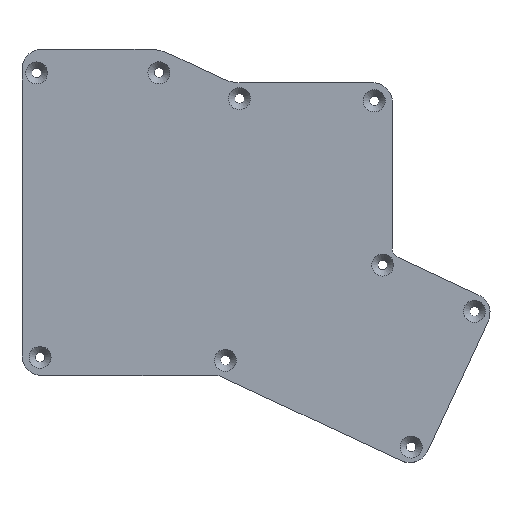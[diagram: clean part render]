
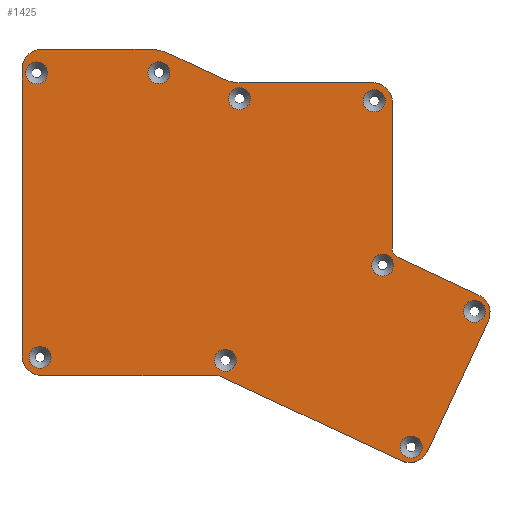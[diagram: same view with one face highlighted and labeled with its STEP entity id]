
A CAD part, top view. The second image highlights one B-rep face of the part: STEP entity #1425.
In plain terms, the highlighted planar face has unit normal (0, 0, 1).
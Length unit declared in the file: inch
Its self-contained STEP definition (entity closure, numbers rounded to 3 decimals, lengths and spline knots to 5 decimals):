
#110=LINE('',#2280,#239);
#115=LINE('',#2293,#244);
#119=LINE('',#2305,#248);
#123=LINE('',#2317,#252);
#127=LINE('',#2329,#256);
#131=LINE('',#2341,#260);
#135=LINE('',#2353,#264);
#139=LINE('',#2365,#268);
#143=LINE('',#2377,#272);
#239=VECTOR('',#1869,2.4652);
#244=VECTOR('',#1882,2.23619);
#248=VECTOR('',#1894,0.99898);
#252=VECTOR('',#1906,1.81433);
#256=VECTOR('',#1918,4.84281);
#260=VECTOR('',#1930,2.94923);
#264=VECTOR('',#1942,3.36877);
#268=VECTOR('',#1954,2.4255);
#272=VECTOR('',#1966,1.50092);
#311=PLANE('',#1566);
#367=FACE_BOUND('',#555,.T.);
#368=FACE_BOUND('',#556,.T.);
#369=FACE_BOUND('',#557,.T.);
#370=FACE_BOUND('',#558,.T.);
#371=FACE_BOUND('',#559,.T.);
#372=FACE_BOUND('',#560,.T.);
#373=FACE_BOUND('',#561,.T.);
#374=FACE_BOUND('',#562,.T.);
#375=FACE_BOUND('',#563,.T.);
#451=FACE_OUTER_BOUND('',#554,.T.);
#554=EDGE_LOOP('',(#1263,#1264,#1265,#1266,#1267,#1268,#1269,#1270,#1271,
#1272,#1273,#1274,#1275,#1276,#1277,#1278,#1279,#1280));
#555=EDGE_LOOP('',(#1281));
#556=EDGE_LOOP('',(#1282));
#557=EDGE_LOOP('',(#1283));
#558=EDGE_LOOP('',(#1284));
#559=EDGE_LOOP('',(#1285));
#560=EDGE_LOOP('',(#1286));
#561=EDGE_LOOP('',(#1287));
#562=EDGE_LOOP('',(#1288));
#563=EDGE_LOOP('',(#1289));
#566=CIRCLE('',#1430,0.186);
#568=CIRCLE('',#1433,0.186);
#570=CIRCLE('',#1436,0.186);
#572=CIRCLE('',#1439,0.186);
#574=CIRCLE('',#1442,0.186);
#576=CIRCLE('',#1445,0.186);
#578=CIRCLE('',#1448,0.186);
#580=CIRCLE('',#1451,0.186);
#582=CIRCLE('',#1454,0.186);
#612=CIRCLE('',#1533,0.33);
#614=CIRCLE('',#1537,0.67006);
#616=CIRCLE('',#1541,0.83005);
#618=CIRCLE('',#1545,0.33);
#620=CIRCLE('',#1549,0.33);
#622=CIRCLE('',#1553,0.17);
#624=CIRCLE('',#1557,0.33);
#626=CIRCLE('',#1561,0.33);
#628=CIRCLE('',#1565,0.17);
#629=VERTEX_POINT('',#1979);
#631=VERTEX_POINT('',#1984);
#633=VERTEX_POINT('',#1989);
#635=VERTEX_POINT('',#1994);
#637=VERTEX_POINT('',#1999);
#639=VERTEX_POINT('',#2004);
#641=VERTEX_POINT('',#2009);
#643=VERTEX_POINT('',#2014);
#645=VERTEX_POINT('',#2019);
#732=VERTEX_POINT('',#2277);
#733=VERTEX_POINT('',#2279);
#735=VERTEX_POINT('',#2285);
#737=VERTEX_POINT('',#2291);
#739=VERTEX_POINT('',#2297);
#741=VERTEX_POINT('',#2303);
#743=VERTEX_POINT('',#2309);
#745=VERTEX_POINT('',#2315);
#747=VERTEX_POINT('',#2321);
#749=VERTEX_POINT('',#2327);
#751=VERTEX_POINT('',#2333);
#753=VERTEX_POINT('',#2339);
#755=VERTEX_POINT('',#2345);
#757=VERTEX_POINT('',#2351);
#759=VERTEX_POINT('',#2357);
#761=VERTEX_POINT('',#2363);
#763=VERTEX_POINT('',#2369);
#765=VERTEX_POINT('',#2375);
#766=EDGE_CURVE('',#629,#629,#566,.T.);
#768=EDGE_CURVE('',#631,#631,#568,.T.);
#770=EDGE_CURVE('',#633,#633,#570,.T.);
#772=EDGE_CURVE('',#635,#635,#572,.T.);
#774=EDGE_CURVE('',#637,#637,#574,.T.);
#776=EDGE_CURVE('',#639,#639,#576,.T.);
#778=EDGE_CURVE('',#641,#641,#578,.T.);
#780=EDGE_CURVE('',#643,#643,#580,.T.);
#782=EDGE_CURVE('',#645,#645,#582,.T.);
#906=EDGE_CURVE('',#733,#732,#110,.T.);
#910=EDGE_CURVE('',#732,#735,#612,.T.);
#913=EDGE_CURVE('',#735,#737,#115,.T.);
#916=EDGE_CURVE('',#737,#739,#614,.T.);
#919=EDGE_CURVE('',#739,#741,#119,.T.);
#922=EDGE_CURVE('',#741,#743,#616,.T.);
#925=EDGE_CURVE('',#743,#745,#123,.T.);
#928=EDGE_CURVE('',#745,#747,#618,.T.);
#931=EDGE_CURVE('',#747,#749,#127,.T.);
#934=EDGE_CURVE('',#749,#751,#620,.T.);
#937=EDGE_CURVE('',#751,#753,#131,.T.);
#940=EDGE_CURVE('',#753,#755,#622,.T.);
#943=EDGE_CURVE('',#755,#757,#135,.T.);
#946=EDGE_CURVE('',#757,#759,#624,.T.);
#949=EDGE_CURVE('',#759,#761,#139,.T.);
#952=EDGE_CURVE('',#761,#763,#626,.T.);
#955=EDGE_CURVE('',#763,#765,#143,.T.);
#957=EDGE_CURVE('',#765,#733,#628,.T.);
#1263=ORIENTED_EDGE('',*,*,#928,.T.);
#1264=ORIENTED_EDGE('',*,*,#931,.T.);
#1265=ORIENTED_EDGE('',*,*,#934,.T.);
#1266=ORIENTED_EDGE('',*,*,#937,.T.);
#1267=ORIENTED_EDGE('',*,*,#940,.T.);
#1268=ORIENTED_EDGE('',*,*,#943,.T.);
#1269=ORIENTED_EDGE('',*,*,#946,.T.);
#1270=ORIENTED_EDGE('',*,*,#949,.T.);
#1271=ORIENTED_EDGE('',*,*,#952,.T.);
#1272=ORIENTED_EDGE('',*,*,#955,.T.);
#1273=ORIENTED_EDGE('',*,*,#957,.T.);
#1274=ORIENTED_EDGE('',*,*,#906,.T.);
#1275=ORIENTED_EDGE('',*,*,#910,.T.);
#1276=ORIENTED_EDGE('',*,*,#913,.T.);
#1277=ORIENTED_EDGE('',*,*,#916,.T.);
#1278=ORIENTED_EDGE('',*,*,#919,.T.);
#1279=ORIENTED_EDGE('',*,*,#922,.T.);
#1280=ORIENTED_EDGE('',*,*,#925,.T.);
#1281=ORIENTED_EDGE('',*,*,#766,.T.);
#1282=ORIENTED_EDGE('',*,*,#768,.T.);
#1283=ORIENTED_EDGE('',*,*,#770,.T.);
#1284=ORIENTED_EDGE('',*,*,#772,.T.);
#1285=ORIENTED_EDGE('',*,*,#774,.T.);
#1286=ORIENTED_EDGE('',*,*,#776,.T.);
#1287=ORIENTED_EDGE('',*,*,#778,.T.);
#1288=ORIENTED_EDGE('',*,*,#780,.T.);
#1289=ORIENTED_EDGE('',*,*,#782,.T.);
#1425=ADVANCED_FACE('',(#451,#367,#368,#369,#370,#371,#372,#373,#374,#375),
#311,.T.);
#1430=AXIS2_PLACEMENT_3D('',#1980,#1572,#1573);
#1433=AXIS2_PLACEMENT_3D('',#1985,#1578,#1579);
#1436=AXIS2_PLACEMENT_3D('',#1990,#1584,#1585);
#1439=AXIS2_PLACEMENT_3D('',#1995,#1590,#1591);
#1442=AXIS2_PLACEMENT_3D('',#2000,#1596,#1597);
#1445=AXIS2_PLACEMENT_3D('',#2005,#1602,#1603);
#1448=AXIS2_PLACEMENT_3D('',#2010,#1608,#1609);
#1451=AXIS2_PLACEMENT_3D('',#2015,#1614,#1615);
#1454=AXIS2_PLACEMENT_3D('',#2020,#1620,#1621);
#1533=AXIS2_PLACEMENT_3D('',#2287,#1876,#1877);
#1537=AXIS2_PLACEMENT_3D('',#2299,#1888,#1889);
#1541=AXIS2_PLACEMENT_3D('',#2311,#1900,#1901);
#1545=AXIS2_PLACEMENT_3D('',#2323,#1912,#1913);
#1549=AXIS2_PLACEMENT_3D('',#2335,#1924,#1925);
#1553=AXIS2_PLACEMENT_3D('',#2347,#1936,#1937);
#1557=AXIS2_PLACEMENT_3D('',#2359,#1948,#1949);
#1561=AXIS2_PLACEMENT_3D('',#2371,#1960,#1961);
#1565=AXIS2_PLACEMENT_3D('',#2380,#1971,#1972);
#1566=AXIS2_PLACEMENT_3D('',#2381,#1973,#1974);
#1572=DIRECTION('center_axis',(0.,0.,-1.));
#1573=DIRECTION('ref_axis',(1.,0.,0.));
#1578=DIRECTION('center_axis',(0.,0.,-1.));
#1579=DIRECTION('ref_axis',(1.,0.,0.));
#1584=DIRECTION('center_axis',(0.,0.,-1.));
#1585=DIRECTION('ref_axis',(1.,0.,0.));
#1590=DIRECTION('center_axis',(0.,0.,-1.));
#1591=DIRECTION('ref_axis',(1.,0.,0.));
#1596=DIRECTION('center_axis',(0.,0.,-1.));
#1597=DIRECTION('ref_axis',(1.,0.,0.));
#1602=DIRECTION('center_axis',(0.,0.,-1.));
#1603=DIRECTION('ref_axis',(1.,0.,0.));
#1608=DIRECTION('center_axis',(0.,0.,-1.));
#1609=DIRECTION('ref_axis',(1.,0.,0.));
#1614=DIRECTION('center_axis',(0.,0.,-1.));
#1615=DIRECTION('ref_axis',(1.,0.,0.));
#1620=DIRECTION('center_axis',(0.,0.,-1.));
#1621=DIRECTION('ref_axis',(1.,0.,0.));
#1869=DIRECTION('',(0.,1.,0.));
#1876=DIRECTION('center_axis',(0.,0.,1.));
#1877=DIRECTION('ref_axis',(1.,0.,0.));
#1882=DIRECTION('',(-1.,0.,0.));
#1888=DIRECTION('center_axis',(0.,0.,-1.));
#1889=DIRECTION('ref_axis',(0.423,0.906,0.));
#1894=DIRECTION('',(-0.906,0.423,0.));
#1900=DIRECTION('center_axis',(0.,0.,1.));
#1901=DIRECTION('ref_axis',(0.423,0.906,0.));
#1906=DIRECTION('',(-1.,0.,0.));
#1912=DIRECTION('center_axis',(0.,0.,1.));
#1913=DIRECTION('ref_axis',(0.,1.,0.));
#1918=DIRECTION('',(0.,-1.,0.));
#1924=DIRECTION('center_axis',(0.,0.,1.));
#1925=DIRECTION('ref_axis',(-1.,0.,0.));
#1930=DIRECTION('',(1.,0.,0.));
#1936=DIRECTION('center_axis',(0.,0.,-1.));
#1937=DIRECTION('ref_axis',(-0.423,-0.906,0.));
#1942=DIRECTION('',(0.906,-0.423,0.));
#1948=DIRECTION('center_axis',(0.,0.,1.));
#1949=DIRECTION('ref_axis',(-0.423,-0.906,0.));
#1954=DIRECTION('',(0.423,0.906,0.));
#1960=DIRECTION('center_axis',(0.,0.,1.));
#1961=DIRECTION('ref_axis',(0.906,-0.423,0.));
#1966=DIRECTION('',(-0.906,0.423,0.));
#1971=DIRECTION('center_axis',(0.,0.,-1.));
#1972=DIRECTION('ref_axis',(1.,0.,0.));
#1973=DIRECTION('center_axis',(0.,0.,1.));
#1974=DIRECTION('ref_axis',(1.,0.,0.));
#1979=CARTESIAN_POINT('',(2.4801,2.48383,0.));
#1980=CARTESIAN_POINT('Origin',(2.2941,2.48383,0.));
#1984=CARTESIAN_POINT('',(-1.15431,2.95912,0.));
#1985=CARTESIAN_POINT('Origin',(-1.34031,2.95912,0.));
#1989=CARTESIAN_POINT('',(-3.15992,-1.84619,0.));
#1990=CARTESIAN_POINT('Origin',(-3.34592,-1.84619,0.));
#1994=CARTESIAN_POINT('',(2.61995,-0.28759,0.));
#1995=CARTESIAN_POINT('Origin',(2.43395,-0.28759,0.));
#1999=CARTESIAN_POINT('',(3.10284,-3.35855,0.));
#2000=CARTESIAN_POINT('Origin',(2.91684,-3.35855,0.));
#2004=CARTESIAN_POINT('',(-0.0323,-1.89619,0.));
#2005=CARTESIAN_POINT('Origin',(-0.2183,-1.89619,0.));
#2009=CARTESIAN_POINT('',(-3.21923,2.95412,0.));
#2010=CARTESIAN_POINT('Origin',(-3.40523,2.95412,0.));
#2014=CARTESIAN_POINT('',(0.2051,2.52133,0.));
#2015=CARTESIAN_POINT('Origin',(0.0191,2.52133,0.));
#2019=CARTESIAN_POINT('',(4.17041,-1.06979,0.));
#2020=CARTESIAN_POINT('Origin',(3.98441,-1.06979,0.));
#2277=CARTESIAN_POINT('',(2.5991,2.45883,0.));
#2279=CARTESIAN_POINT('',(2.5991,-0.00637,0.));
#2280=CARTESIAN_POINT('',(2.5991,-0.00637,0.));
#2285=CARTESIAN_POINT('',(2.26909,2.78883,0.));
#2287=CARTESIAN_POINT('Origin',(2.2691,2.45883,0.));
#2291=CARTESIAN_POINT('',(0.0329,2.78877,0.));
#2293=CARTESIAN_POINT('',(2.26909,2.78883,0.));
#2297=CARTESIAN_POINT('',(-0.25037,2.85158,0.));
#2299=CARTESIAN_POINT('Origin',(0.03288,3.45883,0.));
#2303=CARTESIAN_POINT('',(-1.1557,3.27386,0.));
#2305=CARTESIAN_POINT('',(-0.25037,2.85158,0.));
#2309=CARTESIAN_POINT('',(-1.5066,3.35167,0.));
#2311=CARTESIAN_POINT('Origin',(-1.50658,2.52162,0.));
#2315=CARTESIAN_POINT('',(-3.32093,3.35162,0.));
#2317=CARTESIAN_POINT('',(-1.5066,3.35167,0.));
#2321=CARTESIAN_POINT('',(-3.65092,3.02162,0.));
#2323=CARTESIAN_POINT('Origin',(-3.32092,3.02162,0.));
#2327=CARTESIAN_POINT('',(-3.65092,-1.82119,0.));
#2329=CARTESIAN_POINT('',(-3.65092,3.02162,0.));
#2333=CARTESIAN_POINT('',(-3.32092,-2.15119,0.));
#2335=CARTESIAN_POINT('Origin',(-3.32092,-1.82119,0.));
#2339=CARTESIAN_POINT('',(-0.37169,-2.15119,0.));
#2341=CARTESIAN_POINT('',(-3.32092,-2.15119,0.));
#2345=CARTESIAN_POINT('',(-0.29983,-2.16713,0.));
#2347=CARTESIAN_POINT('Origin',(-0.37169,-2.32119,0.));
#2351=CARTESIAN_POINT('',(2.75316,-3.59117,0.));
#2353=CARTESIAN_POINT('',(-0.29983,-2.16713,0.));
#2357=CARTESIAN_POINT('',(3.19173,-3.4316,0.));
#2359=CARTESIAN_POINT('Origin',(2.89266,-3.29211,0.));
#2363=CARTESIAN_POINT('',(4.21703,-1.23347,0.));
#2365=CARTESIAN_POINT('',(3.19173,-3.4316,0.));
#2369=CARTESIAN_POINT('',(4.05746,-0.7949,0.));
#2371=CARTESIAN_POINT('Origin',(3.91796,-1.09397,0.));
#2375=CARTESIAN_POINT('',(2.69724,-0.16044,0.));
#2377=CARTESIAN_POINT('',(4.05746,-0.7949,0.));
#2380=CARTESIAN_POINT('Origin',(2.7691,-0.00637,0.));
#2381=CARTESIAN_POINT('Origin',(-0.00194,0.0002,
0.));
